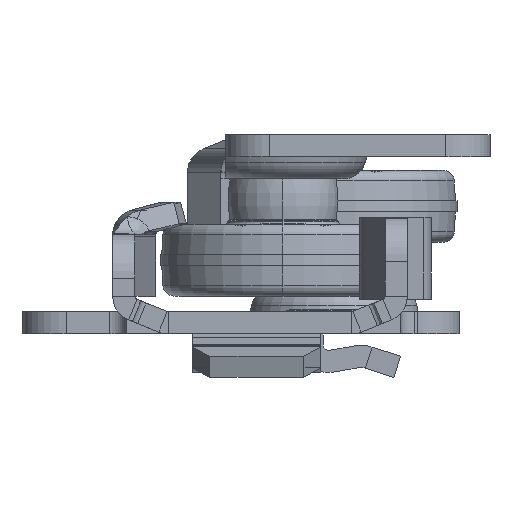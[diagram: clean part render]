
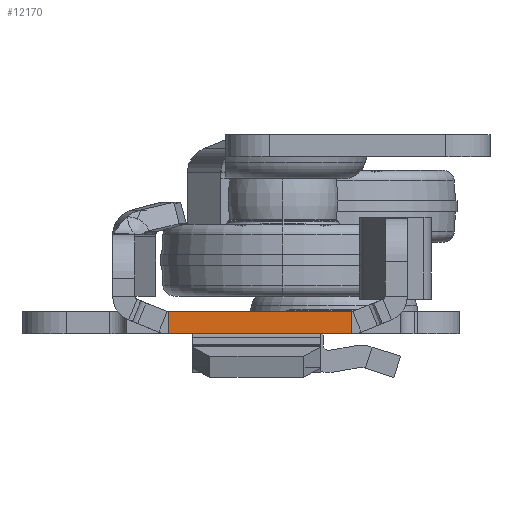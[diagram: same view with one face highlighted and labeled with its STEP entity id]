
A CAD part, left-side view. The second image highlights one B-rep face of the part: STEP entity #12170.
In plain terms, the highlighted planar face has unit normal (-1, 0, 0).
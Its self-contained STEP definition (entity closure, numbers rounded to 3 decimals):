
#241 = FACE_OUTER_BOUND ( 'NONE', #14525, .T. ) ;
#662 = ORIENTED_EDGE ( 'NONE', *, *, #7143, .T. ) ;
#871 = DIRECTION ( 'NONE',  ( 0., 1., 0. ) ) ;
#1825 = EDGE_CURVE ( 'NONE', #15365, #2966, #14914, .T. ) ;
#1876 = EDGE_CURVE ( 'NONE', #13323, #15365, #12135, .T. ) ;
#2171 = VECTOR ( 'NONE', #871, 1000. ) ;
#2565 = CARTESIAN_POINT ( 'NONE',  ( -699.5, 7.022, 2. ) ) ;
#2723 = CARTESIAN_POINT ( 'NONE',  ( -699.5, -9.522, 2. ) ) ;
#2966 = VERTEX_POINT ( 'NONE', #7960 ) ;
#3094 = LINE ( 'NONE', #11388, #3335 ) ;
#3335 = VECTOR ( 'NONE', #8293, 1000. ) ;
#6286 = CARTESIAN_POINT ( 'NONE',  ( -699.5, -21.25, 0. ) ) ;
#6525 = ORIENTED_EDGE ( 'NONE', *, *, #1825, .F. ) ;
#6768 = VECTOR ( 'NONE', #13632, 1000. ) ;
#7143 = EDGE_CURVE ( 'NONE', #15374, #2966, #3094, .T. ) ;
#7922 = VECTOR ( 'NONE', #9046, 1000. ) ;
#7928 = ORIENTED_EDGE ( 'NONE', *, *, #1876, .F. ) ;
#7960 = CARTESIAN_POINT ( 'NONE',  ( -699.5, 7.022, 2. ) ) ;
#8293 = DIRECTION ( 'NONE',  ( 0., 1., 0. ) ) ;
#9046 = DIRECTION ( 'NONE',  ( 0., 0., 1. ) ) ;
#10269 = AXIS2_PLACEMENT_3D ( 'NONE', #13656, #16728, #12409 ) ;
#10954 = PLANE ( 'NONE',  #10269 ) ;
#11388 = CARTESIAN_POINT ( 'NONE',  ( -699.5, -11.5, 2. ) ) ;
#12135 = LINE ( 'NONE', #6286, #2171 ) ;
#12170 = ADVANCED_FACE ( 'NONE', ( #241 ), #10954, .T. ) ;
#12409 = DIRECTION ( 'NONE',  ( 0., 1., 0. ) ) ;
#12610 = ORIENTED_EDGE ( 'NONE', *, *, #12652, .F. ) ;
#12652 = EDGE_CURVE ( 'NONE', #15374, #13323, #15069, .T. ) ;
#13323 = VERTEX_POINT ( 'NONE', #17426 ) ;
#13632 = DIRECTION ( 'NONE',  ( 0., 0., -1. ) ) ;
#13656 = CARTESIAN_POINT ( 'NONE',  ( -699.5, -11.5, 2. ) ) ;
#14505 = CARTESIAN_POINT ( 'NONE',  ( -699.5, -9.522, 2. ) ) ;
#14525 = EDGE_LOOP ( 'NONE', ( #12610, #662, #6525, #7928 ) ) ;
#14868 = CARTESIAN_POINT ( 'NONE',  ( -699.5, 7.022, 0. ) ) ;
#14914 = LINE ( 'NONE', #2565, #7922 ) ;
#15069 = LINE ( 'NONE', #2723, #6768 ) ;
#15365 = VERTEX_POINT ( 'NONE', #14868 ) ;
#15374 = VERTEX_POINT ( 'NONE', #14505 ) ;
#16728 = DIRECTION ( 'NONE',  ( -1., 0., 0. ) ) ;
#17426 = CARTESIAN_POINT ( 'NONE',  ( -699.5, -9.522, 0. ) ) ;
